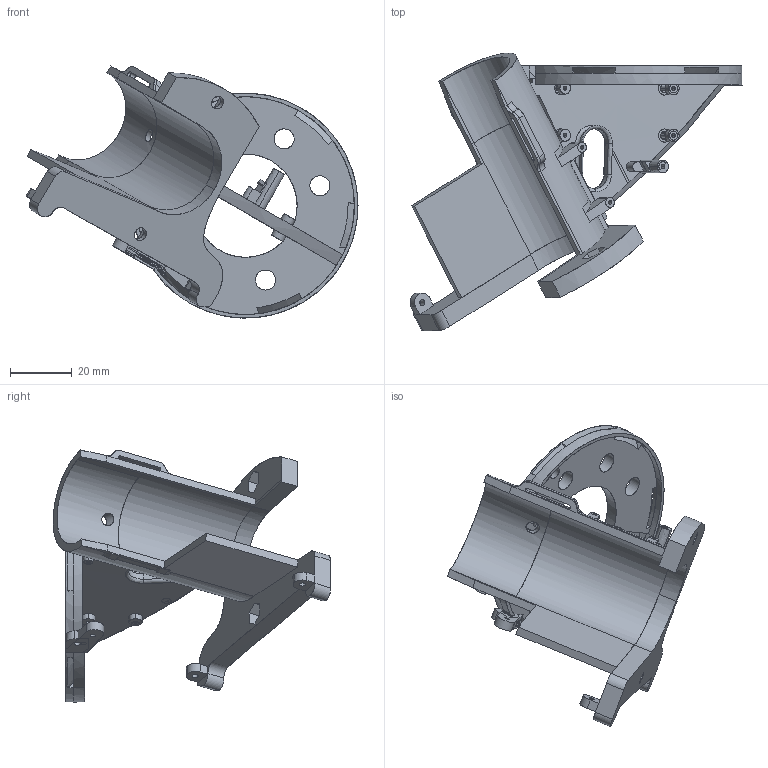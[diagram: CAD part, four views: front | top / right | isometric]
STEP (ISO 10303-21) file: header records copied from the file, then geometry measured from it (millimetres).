
FILE_DESCRIPTION(/* description */ (''),/* implementation_level */ '2;1');
FILE_NAME(/* name */ 'WASPextMainV3',/* time_stamp */ '2023-07-11T17:04:30-05:00',/* author */ (''),/* organization */ (''),/* preprocessor_version */ 'ST-DEVELOPER v16.5',/* originating_system */ 'Rhino 7.30',/* authorisation */ '');
FILE_SCHEMA (('CONFIG_CONTROL_DESIGN'));
Length unit declared in the file: millimetre
Products named in the file (1): Document
Bounding box: 107.75 x 90.12 x 81.85 mm (x, y, z)
Volume: 175.1 mm3; surface area: 29893.4 mm2
Topology: 1 solids, 1 shells, 488 faces, 2654 edges, 2630 vertices
Faces by surface type: plane 259, cylinder 165, bspline 64
Full cylindrical faces by diameter (mm): 6.5 x3, 33.5 x1
Entity records: 20572 total; most frequent: CARTESIAN_POINT 13763, COMPOSITE_CURVE_SEGMENT 2652, B_SPLINE_CURVE_WITH_KNOTS 1627, CURVE_BOUNDED_SURFACE 478, OUTER_BOUNDARY_CURVE 478, DIRECTION 430, AXIS2_PLACEMENT_3D 427, PLANE 259
